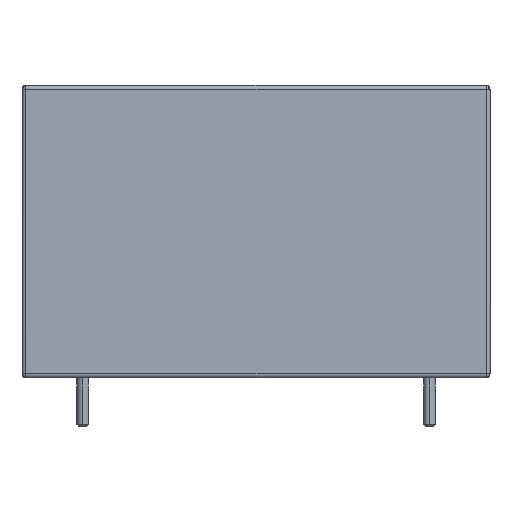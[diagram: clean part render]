
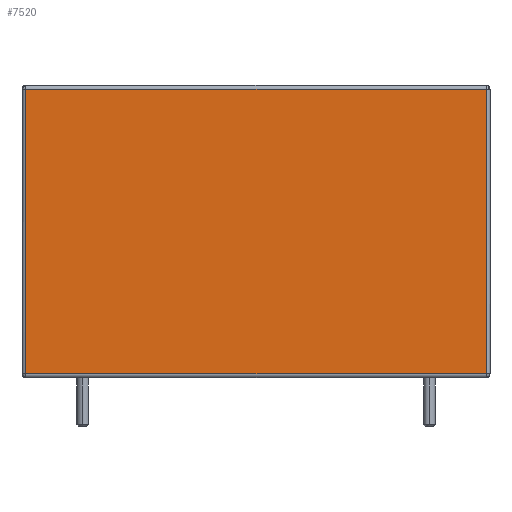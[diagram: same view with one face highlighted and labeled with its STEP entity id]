
A CAD part, left-side view. The second image highlights one B-rep face of the part: STEP entity #7520.
In plain terms, the highlighted planar face has unit normal (-1, 0, 0).
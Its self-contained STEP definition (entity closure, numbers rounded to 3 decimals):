
#193 = ORIENTED_EDGE ( 'NONE', *, *, #11461, .F. ) ;
#227 = CARTESIAN_POINT ( 'NONE',  ( -18.5, 11.8, 0.2 ) ) ;
#437 = PLANE ( 'NONE',  #10812 ) ;
#1378 = LINE ( 'NONE', #6019, #9065 ) ;
#2705 = EDGE_CURVE ( 'NONE', #2887, #4198, #1378, .T. ) ;
#2773 = EDGE_CURVE ( 'NONE', #5601, #4726, #4641, .T. ) ;
#2887 = VERTEX_POINT ( 'NONE', #6729 ) ;
#2981 = DIRECTION ( 'NONE',  ( 0., 0., 1. ) ) ;
#3619 = CARTESIAN_POINT ( 'NONE',  ( -18.5, 6., 0.2 ) ) ;
#3851 = FACE_OUTER_BOUND ( 'NONE', #9353, .T. ) ;
#4018 = VECTOR ( 'NONE', #8250, 1000. ) ;
#4198 = VERTEX_POINT ( 'NONE', #227 ) ;
#4424 = CARTESIAN_POINT ( 'NONE',  ( -18.5, -11.8, 0.2 ) ) ;
#4468 = CARTESIAN_POINT ( 'NONE',  ( -18.5, -11.8, 14.8 ) ) ;
#4615 = LINE ( 'NONE', #3619, #4018 ) ;
#4641 = LINE ( 'NONE', #5723, #9447 ) ;
#4726 = VERTEX_POINT ( 'NONE', #4468 ) ;
#5054 = EDGE_CURVE ( 'NONE', #4726, #2887, #7456, .T. ) ;
#5255 = DIRECTION ( 'NONE',  ( 0., 0., -1. ) ) ;
#5601 = VERTEX_POINT ( 'NONE', #4424 ) ;
#5723 = CARTESIAN_POINT ( 'NONE',  ( -18.5, -11.8, 0. ) ) ;
#6019 = CARTESIAN_POINT ( 'NONE',  ( -18.5, 11.8, 0. ) ) ;
#6729 = CARTESIAN_POINT ( 'NONE',  ( -18.5, 11.8, 14.8 ) ) ;
#7077 = ORIENTED_EDGE ( 'NONE', *, *, #5054, .T. ) ;
#7456 = LINE ( 'NONE', #11297, #10060 ) ;
#7520 = ADVANCED_FACE ( 'NONE', ( #3851 ), #437, .T. ) ;
#8023 = DIRECTION ( 'NONE',  ( 0., -1., 0. ) ) ;
#8250 = DIRECTION ( 'NONE',  ( 0., 1., 0. ) ) ;
#8701 = CARTESIAN_POINT ( 'NONE',  ( -18.5, 12., 0. ) ) ;
#9065 = VECTOR ( 'NONE', #5255, 1000. ) ;
#9117 = ORIENTED_EDGE ( 'NONE', *, *, #2773, .T. ) ;
#9353 = EDGE_LOOP ( 'NONE', ( #7077, #10981, #193, #9117 ) ) ;
#9447 = VECTOR ( 'NONE', #2981, 1000. ) ;
#9835 = DIRECTION ( 'NONE',  ( -1., 0., 0. ) ) ;
#10060 = VECTOR ( 'NONE', #11171, 1000. ) ;
#10812 = AXIS2_PLACEMENT_3D ( 'NONE', #8701, #9835, #8023 ) ;
#10981 = ORIENTED_EDGE ( 'NONE', *, *, #2705, .T. ) ;
#11171 = DIRECTION ( 'NONE',  ( 0., 1., 0. ) ) ;
#11297 = CARTESIAN_POINT ( 'NONE',  ( -18.5, 12., 14.8 ) ) ;
#11461 = EDGE_CURVE ( 'NONE', #5601, #4198, #4615, .T. ) ;
